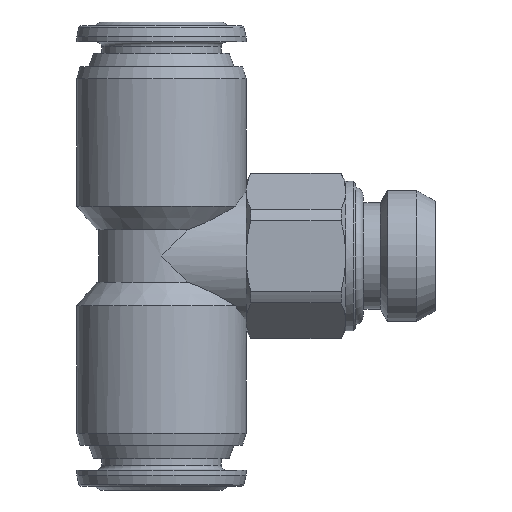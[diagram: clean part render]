
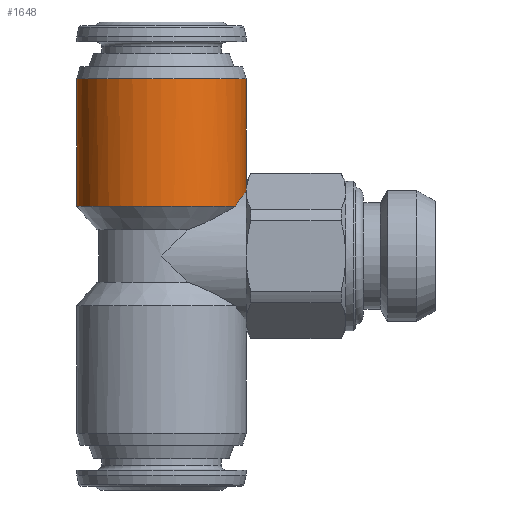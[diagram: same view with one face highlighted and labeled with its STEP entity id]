
A CAD part, left-side view. The second image highlights one B-rep face of the part: STEP entity #1648.
In plain terms, the highlighted cylindrical face has radius 8.5 mm (diameter 17 mm), a full revolution.
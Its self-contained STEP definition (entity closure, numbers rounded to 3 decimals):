
#104=B_SPLINE_CURVE_WITH_KNOTS('',3,(#2478,#2479,#2480,#2481,#2482,#2483,
#2484),.UNSPECIFIED.,.F.,.F.,(4,1,1,1,4),(0.,0.002,0.005,
0.007,0.009),.UNSPECIFIED.);
#155=CIRCLE('',#1781,8.5);
#156=CIRCLE('',#1782,8.5);
#316=ORIENTED_EDGE('',*,*,#558,.F.);
#317=ORIENTED_EDGE('',*,*,#543,.T.);
#318=ORIENTED_EDGE('',*,*,#559,.T.);
#543=EDGE_CURVE('',#662,#663,#104,.T.);
#558=EDGE_CURVE('',#662,#663,#155,.T.);
#559=EDGE_CURVE('',#675,#675,#156,.T.);
#662=VERTEX_POINT('',#2485);
#663=VERTEX_POINT('',#2486);
#675=VERTEX_POINT('',#2547);
#795=EDGE_LOOP('',(#316,#317));
#796=EDGE_LOOP('',(#318));
#929=FACE_BOUND('',#795,.T.);
#930=FACE_BOUND('',#796,.T.);
#1035=CYLINDRICAL_SURFACE('',#1780,8.5);
#1648=ADVANCED_FACE('',(#929,#930),#1035,.T.);
#1780=AXIS2_PLACEMENT_3D('',#2544,#2034,#2035);
#1781=AXIS2_PLACEMENT_3D('',#2545,#2036,#2037);
#1782=AXIS2_PLACEMENT_3D('',#2546,#2038,#2039);
#2034=DIRECTION('',(0.,0.,-1.));
#2035=DIRECTION('',(-1.,0.,0.));
#2036=DIRECTION('',(0.,0.,-1.));
#2037=DIRECTION('',(-1.,0.,0.));
#2038=DIRECTION('',(0.,0.,-1.));
#2039=DIRECTION('',(-1.,0.,0.));
#2478=CARTESIAN_POINT('',(-4.153,20.084,5.));
#2479=CARTESIAN_POINT('',(-3.6,19.774,5.46));
#2480=CARTESIAN_POINT('',(-2.329,19.225,6.21));
#2481=CARTESIAN_POINT('',(-0.008,18.889,6.644));
#2482=CARTESIAN_POINT('',(2.321,19.221,6.214));
#2483=CARTESIAN_POINT('',(3.599,19.774,5.46));
#2484=CARTESIAN_POINT('',(4.153,20.084,5.));
#2485=CARTESIAN_POINT('',(-4.153,20.084,5.));
#2486=CARTESIAN_POINT('',(4.153,20.084,5.));
#2544=CARTESIAN_POINT('',(0.,27.5,-23.5));
#2545=CARTESIAN_POINT('',(0.,27.5,5.));
#2546=CARTESIAN_POINT('',(0.,27.5,17.8));
#2547=CARTESIAN_POINT('',(-8.5,27.5,17.8));
